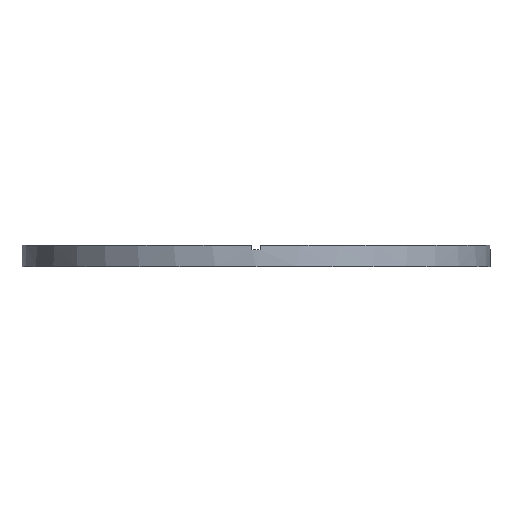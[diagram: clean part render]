
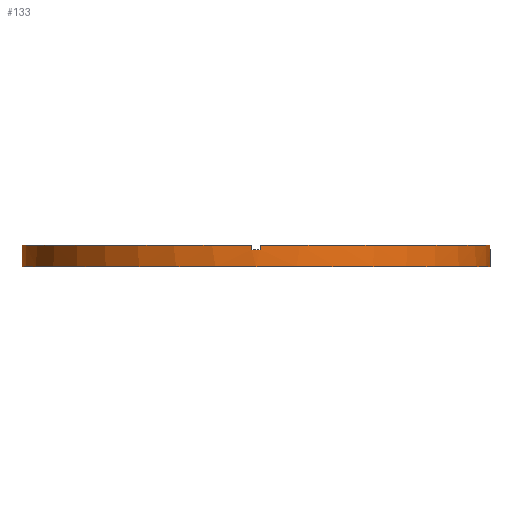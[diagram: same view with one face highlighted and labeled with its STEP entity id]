
A CAD part, front view. The second image highlights one B-rep face of the part: STEP entity #133.
In plain terms, the highlighted cylindrical face has radius 54.5 mm (diameter 109 mm), a partial arc.
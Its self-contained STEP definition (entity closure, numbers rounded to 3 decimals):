
#19 = EDGE_CURVE ( 'NONE', #475, #732, #621, .T. ) ;
#25 = CARTESIAN_POINT ( 'NONE',  ( -54.5, 0., 5. ) ) ;
#41 = VECTOR ( 'NONE', #783, 1000. ) ;
#42 = CARTESIAN_POINT ( 'NONE',  ( -1., -54.491, 5. ) ) ;
#44 = CARTESIAN_POINT ( 'NONE',  ( -1., -54.491, 5. ) ) ;
#65 = VERTEX_POINT ( 'NONE', #527 ) ;
#69 = ORIENTED_EDGE ( 'NONE', *, *, #601, .F. ) ;
#79 = CIRCLE ( 'NONE', #688, 54.5 ) ;
#86 = ORIENTED_EDGE ( 'NONE', *, *, #269, .F. ) ;
#90 = CARTESIAN_POINT ( 'NONE',  ( 54.5, 0., 0. ) ) ;
#95 = VECTOR ( 'NONE', #312, 1000. ) ;
#104 = EDGE_CURVE ( 'NONE', #202, #382, #313, .T. ) ;
#105 = ORIENTED_EDGE ( 'NONE', *, *, #639, .F. ) ;
#108 = DIRECTION ( 'NONE',  ( 0., 0., 1. ) ) ;
#116 = VERTEX_POINT ( 'NONE', #284 ) ;
#117 = DIRECTION ( 'NONE',  ( 1., 0., 0. ) ) ;
#129 = ORIENTED_EDGE ( 'NONE', *, *, #104, .T. ) ;
#133 = ADVANCED_FACE ( 'NONE', ( #557 ), #293, .T. ) ;
#134 = ORIENTED_EDGE ( 'NONE', *, *, #570, .T. ) ;
#137 = EDGE_CURVE ( 'NONE', #388, #721, #297, .T. ) ;
#139 = CIRCLE ( 'NONE', #562, 54.5 ) ;
#147 = CIRCLE ( 'NONE', #441, 54.5 ) ;
#163 = CARTESIAN_POINT ( 'NONE',  ( -54.491, -1., 4. ) ) ;
#178 = CARTESIAN_POINT ( 'NONE',  ( 1., -54.491, 5. ) ) ;
#183 = DIRECTION ( 'NONE',  ( 0., 0., 1. ) ) ;
#189 = CARTESIAN_POINT ( 'NONE',  ( 0., 0., 5. ) ) ;
#202 = VERTEX_POINT ( 'NONE', #178 ) ;
#206 = ORIENTED_EDGE ( 'NONE', *, *, #728, .F. ) ;
#229 = CARTESIAN_POINT ( 'NONE',  ( 54.5, 0., 5. ) ) ;
#230 = AXIS2_PLACEMENT_3D ( 'NONE', #189, #749, #295 ) ;
#233 = CARTESIAN_POINT ( 'NONE',  ( 54.491, -1., 4. ) ) ;
#258 = EDGE_CURVE ( 'NONE', #65, #457, #335, .T. ) ;
#269 = EDGE_CURVE ( 'NONE', #480, #656, #79, .T. ) ;
#278 = CARTESIAN_POINT ( 'NONE',  ( 54.491, -1., 5. ) ) ;
#284 = CARTESIAN_POINT ( 'NONE',  ( 54.491, -1., 5. ) ) ;
#285 = CARTESIAN_POINT ( 'NONE',  ( -54.5, 0., 0. ) ) ;
#293 = CYLINDRICAL_SURFACE ( 'NONE', #230, 54.5 ) ;
#295 = DIRECTION ( 'NONE',  ( -1., 0., 0. ) ) ;
#297 = LINE ( 'NONE', #42, #563 ) ;
#305 = DIRECTION ( 'NONE',  ( 1., 0., 0. ) ) ;
#306 = DIRECTION ( 'NONE',  ( 0., 0., -1. ) ) ;
#312 = DIRECTION ( 'NONE',  ( 0., 0., -1. ) ) ;
#313 = LINE ( 'NONE', #591, #41 ) ;
#335 = LINE ( 'NONE', #624, #345 ) ;
#345 = VECTOR ( 'NONE', #306, 1000. ) ;
#353 = CARTESIAN_POINT ( 'NONE',  ( 0., 0., 4. ) ) ;
#382 = VERTEX_POINT ( 'NONE', #782 ) ;
#388 = VERTEX_POINT ( 'NONE', #678 ) ;
#400 = ORIENTED_EDGE ( 'NONE', *, *, #490, .F. ) ;
#413 = VECTOR ( 'NONE', #638, 1000. ) ;
#416 = LINE ( 'NONE', #278, #426 ) ;
#417 = CARTESIAN_POINT ( 'NONE',  ( 0., 0., 5. ) ) ;
#426 = VECTOR ( 'NONE', #526, 1000. ) ;
#427 = CARTESIAN_POINT ( 'NONE',  ( 0., 0., 5. ) ) ;
#428 = CIRCLE ( 'NONE', #738, 54.5 ) ;
#429 = DIRECTION ( 'NONE',  ( 0., 0., 1. ) ) ;
#431 = DIRECTION ( 'NONE',  ( 0., 0., 1. ) ) ;
#441 = AXIS2_PLACEMENT_3D ( 'NONE', #417, #577, #500 ) ;
#456 = VERTEX_POINT ( 'NONE', #90 ) ;
#457 = VERTEX_POINT ( 'NONE', #163 ) ;
#475 = VERTEX_POINT ( 'NONE', #698 ) ;
#480 = VERTEX_POINT ( 'NONE', #233 ) ;
#490 = EDGE_CURVE ( 'NONE', #656, #456, #683, .T. ) ;
#500 = DIRECTION ( 'NONE',  ( 1., 0., 0. ) ) ;
#503 = CARTESIAN_POINT ( 'NONE',  ( 0., 0., 4. ) ) ;
#517 = AXIS2_PLACEMENT_3D ( 'NONE', #427, #108, #117 ) ;
#526 = DIRECTION ( 'NONE',  ( 0., 0., 1. ) ) ;
#527 = CARTESIAN_POINT ( 'NONE',  ( -54.491, -1., 5. ) ) ;
#536 = DIRECTION ( 'NONE',  ( 1., 0., 0. ) ) ;
#537 = CARTESIAN_POINT ( 'NONE',  ( 0., 0., 0. ) ) ;
#540 = DIRECTION ( 'NONE',  ( 1., 0., 0. ) ) ;
#553 = EDGE_CURVE ( 'NONE', #65, #721, #147, .T. ) ;
#557 = FACE_OUTER_BOUND ( 'NONE', #647, .T. ) ;
#562 = AXIS2_PLACEMENT_3D ( 'NONE', #503, #183, #536 ) ;
#563 = VECTOR ( 'NONE', #658, 1000. ) ;
#570 = EDGE_CURVE ( 'NONE', #480, #116, #416, .T. ) ;
#577 = DIRECTION ( 'NONE',  ( 0., 0., 1. ) ) ;
#591 = CARTESIAN_POINT ( 'NONE',  ( 1., -54.491, 5. ) ) ;
#599 = CARTESIAN_POINT ( 'NONE',  ( 0., 0., 4. ) ) ;
#601 = EDGE_CURVE ( 'NONE', #475, #457, #139, .T. ) ;
#615 = ORIENTED_EDGE ( 'NONE', *, *, #714, .T. ) ;
#619 = ORIENTED_EDGE ( 'NONE', *, *, #553, .F. ) ;
#621 = LINE ( 'NONE', #25, #95 ) ;
#624 = CARTESIAN_POINT ( 'NONE',  ( -54.491, -1., 5. ) ) ;
#638 = DIRECTION ( 'NONE',  ( 0., 0., -1. ) ) ;
#639 = EDGE_CURVE ( 'NONE', #388, #382, #428, .T. ) ;
#647 = EDGE_LOOP ( 'NONE', ( #400, #86, #134, #206, #129, #105, #654, #619, #725, #69, #666, #615 ) ) ;
#654 = ORIENTED_EDGE ( 'NONE', *, *, #137, .T. ) ;
#656 = VERTEX_POINT ( 'NONE', #665 ) ;
#658 = DIRECTION ( 'NONE',  ( 0., 0., 1. ) ) ;
#662 = DIRECTION ( 'NONE',  ( 0., 0., 1. ) ) ;
#665 = CARTESIAN_POINT ( 'NONE',  ( 54.5, 0., 4. ) ) ;
#666 = ORIENTED_EDGE ( 'NONE', *, *, #19, .T. ) ;
#678 = CARTESIAN_POINT ( 'NONE',  ( -1., -54.491, 4. ) ) ;
#683 = LINE ( 'NONE', #229, #413 ) ;
#685 = DIRECTION ( 'NONE',  ( 1., 0., 0. ) ) ;
#688 = AXIS2_PLACEMENT_3D ( 'NONE', #599, #662, #685 ) ;
#695 = AXIS2_PLACEMENT_3D ( 'NONE', #537, #431, #305 ) ;
#697 = CIRCLE ( 'NONE', #517, 54.5 ) ;
#698 = CARTESIAN_POINT ( 'NONE',  ( -54.5, 0., 4. ) ) ;
#707 = CIRCLE ( 'NONE', #695, 54.5 ) ;
#714 = EDGE_CURVE ( 'NONE', #732, #456, #707, .T. ) ;
#721 = VERTEX_POINT ( 'NONE', #44 ) ;
#725 = ORIENTED_EDGE ( 'NONE', *, *, #258, .T. ) ;
#728 = EDGE_CURVE ( 'NONE', #202, #116, #697, .T. ) ;
#732 = VERTEX_POINT ( 'NONE', #285 ) ;
#738 = AXIS2_PLACEMENT_3D ( 'NONE', #353, #429, #540 ) ;
#749 = DIRECTION ( 'NONE',  ( 0., 0., -1. ) ) ;
#782 = CARTESIAN_POINT ( 'NONE',  ( 1., -54.491, 4. ) ) ;
#783 = DIRECTION ( 'NONE',  ( 0., 0., -1. ) ) ;
